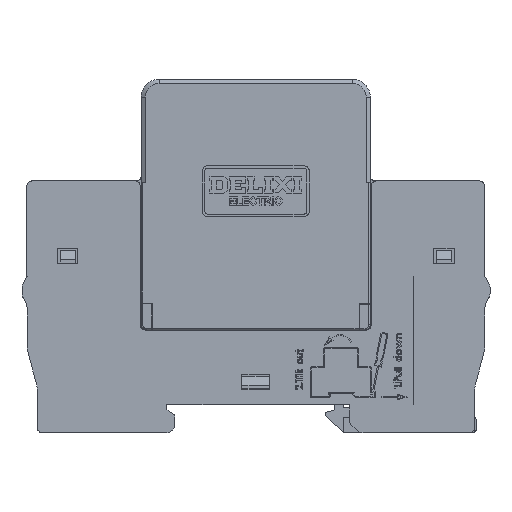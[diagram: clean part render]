
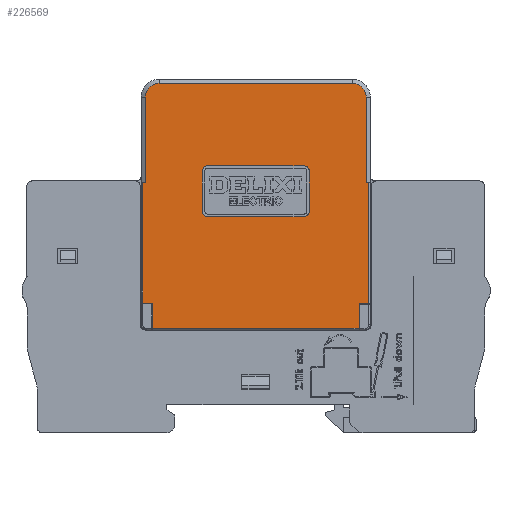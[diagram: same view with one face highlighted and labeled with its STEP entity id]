
A CAD part, front view. The second image highlights one B-rep face of the part: STEP entity #226569.
In plain terms, the highlighted planar face has unit normal (0, -1, 0).
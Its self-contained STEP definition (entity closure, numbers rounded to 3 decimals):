
#72674=DIRECTION('',(1.,0.,0.));
#72675=VECTOR('',#72674,40.6);
#72676=CARTESIAN_POINT('',(24.65,-71.,15.));
#72677=LINE('',#72676,#72675);
#72682=DIRECTION('',(0.,0.,-1.));
#72683=VECTOR('',#72682,5.);
#72684=CARTESIAN_POINT('',(24.65,-71.,20.));
#72685=LINE('',#72684,#72683);
#72695=DIRECTION('',(-1.,0.,0.));
#72696=VECTOR('',#72695,1.9);
#72697=CARTESIAN_POINT('',(24.65,-71.,20.));
#72698=LINE('',#72697,#72696);
#72699=DIRECTION('',(1.,0.,0.));
#72700=VECTOR('',#72699,0.5);
#72701=CARTESIAN_POINT('',(22.75,-71.,43.7));
#72702=LINE('',#72701,#72700);
#72703=CARTESIAN_POINT('',(25.95,-71.,60.5));
#72704=DIRECTION('',(0.,1.,0.));
#72705=DIRECTION('',(-1.,0.,0.));
#72706=AXIS2_PLACEMENT_3D('',#72703,#72704,#72705);
#72708=CARTESIAN_POINT('',(63.95,-71.,60.5));
#72709=DIRECTION('',(0.,1.,0.));
#72710=DIRECTION('',(0.,0.,1.));
#72711=AXIS2_PLACEMENT_3D('',#72708,#72709,#72710);
#72713=DIRECTION('',(0.,0.,-1.));
#72714=VECTOR('',#72713,4.9);
#72715=CARTESIAN_POINT('',(65.25,-71.,19.9));
#72716=LINE('',#72715,#72714);
#72717=DIRECTION('',(0.,0.,-1.));
#72718=VECTOR('',#72717,8.);
#72719=CARTESIAN_POINT('',(34.45,-71.,46.));
#72720=LINE('',#72719,#72718);
#72721=CARTESIAN_POINT('',(35.45,-71.,38.));
#72722=DIRECTION('',(0.,-1.,0.));
#72723=DIRECTION('',(-1.,0.,0.));
#72724=AXIS2_PLACEMENT_3D('',#72721,#72722,#72723);
#72726=DIRECTION('',(1.,0.,0.));
#72727=VECTOR('',#72726,19.);
#72728=CARTESIAN_POINT('',(35.45,-71.,37.));
#72729=LINE('',#72728,#72727);
#72730=CARTESIAN_POINT('',(54.45,-71.,38.));
#72731=DIRECTION('',(0.,-1.,0.));
#72732=DIRECTION('',(0.,0.,-1.));
#72733=AXIS2_PLACEMENT_3D('',#72730,#72731,#72732);
#72735=CARTESIAN_POINT('',(54.45,-71.,46.));
#72736=DIRECTION('',(0.,-1.,0.));
#72737=DIRECTION('',(1.,0.,0.));
#72738=AXIS2_PLACEMENT_3D('',#72735,#72736,#72737);
#72740=CARTESIAN_POINT('',(35.45,-71.,46.));
#72741=DIRECTION('',(0.,-1.,0.));
#72742=DIRECTION('',(0.,0.,1.));
#72743=AXIS2_PLACEMENT_3D('',#72740,#72741,#72742);
#72937=DIRECTION('',(1.,0.,0.));
#72938=VECTOR('',#72937,1.9);
#72939=CARTESIAN_POINT('',(65.25,-71.,19.9));
#72940=LINE('',#72939,#72938);
#72950=DIRECTION('',(0.,0.,1.));
#72951=VECTOR('',#72950,23.8);
#72952=CARTESIAN_POINT('',(67.15,-71.,19.9));
#72953=LINE('',#72952,#72951);
#72958=DIRECTION('',(-1.,0.,0.));
#72959=VECTOR('',#72958,0.5);
#72960=CARTESIAN_POINT('',(67.15,-71.,43.7));
#72961=LINE('',#72960,#72959);
#72971=DIRECTION('',(0.,0.,1.));
#72972=VECTOR('',#72971,16.8);
#72973=CARTESIAN_POINT('',(66.65,-71.,43.7));
#72974=LINE('',#72973,#72972);
#72992=DIRECTION('',(-1.,0.,0.));
#72993=VECTOR('',#72992,38.);
#72994=CARTESIAN_POINT('',(63.95,-71.,63.2));
#72995=LINE('',#72994,#72993);
#73017=DIRECTION('',(0.,0.,-1.));
#73018=VECTOR('',#73017,16.8);
#73019=CARTESIAN_POINT('',(23.25,-71.,60.5));
#73020=LINE('',#73019,#73018);
#73038=DIRECTION('',(0.,0.,-1.));
#73039=VECTOR('',#73038,23.7);
#73040=CARTESIAN_POINT('',(22.75,-71.,43.7));
#73041=LINE('',#73040,#73039);
#89494=DIRECTION('',(1.,0.,0.));
#89495=VECTOR('',#89494,19.);
#89496=CARTESIAN_POINT('',(35.45,-71.,47.));
#89497=LINE('',#89496,#89495);
#89506=DIRECTION('',(0.,0.,-1.));
#89507=VECTOR('',#89506,8.);
#89508=CARTESIAN_POINT('',(55.45,-71.,46.));
#89509=LINE('',#89508,#89507);
#99540=CARTESIAN_POINT('',(24.65,-71.,15.));
#99541=VERTEX_POINT('',#99540);
#99542=CARTESIAN_POINT('',(65.25,-71.,15.));
#99543=VERTEX_POINT('',#99542);
#99556=CARTESIAN_POINT('',(24.65,-71.,20.));
#99557=VERTEX_POINT('',#99556);
#99558=CARTESIAN_POINT('',(22.75,-71.,20.));
#99559=VERTEX_POINT('',#99558);
#99560=CARTESIAN_POINT('',(22.75,-71.,43.7));
#99561=VERTEX_POINT('',#99560);
#99562=CARTESIAN_POINT('',(23.25,-71.,43.7));
#99563=VERTEX_POINT('',#99562);
#99564=CARTESIAN_POINT('',(23.25,-71.,60.5));
#99565=VERTEX_POINT('',#99564);
#99566=CARTESIAN_POINT('',(25.95,-71.,63.2));
#99567=VERTEX_POINT('',#99566);
#99568=CARTESIAN_POINT('',(63.95,-71.,63.2));
#99569=VERTEX_POINT('',#99568);
#99570=CARTESIAN_POINT('',(66.65,-71.,60.5));
#99571=VERTEX_POINT('',#99570);
#99572=CARTESIAN_POINT('',(66.65,-71.,43.7));
#99573=VERTEX_POINT('',#99572);
#99574=CARTESIAN_POINT('',(67.15,-71.,43.7));
#99575=VERTEX_POINT('',#99574);
#99576=CARTESIAN_POINT('',(67.15,-71.,19.9));
#99577=VERTEX_POINT('',#99576);
#99578=CARTESIAN_POINT('',(65.25,-71.,19.9));
#99579=VERTEX_POINT('',#99578);
#99580=CARTESIAN_POINT('',(34.45,-71.,46.));
#99581=CARTESIAN_POINT('',(34.45,-71.,38.));
#99582=VERTEX_POINT('',#99580);
#99583=VERTEX_POINT('',#99581);
#99584=CARTESIAN_POINT('',(35.45,-71.,37.));
#99585=VERTEX_POINT('',#99584);
#99586=CARTESIAN_POINT('',(54.45,-71.,37.));
#99587=VERTEX_POINT('',#99586);
#99588=CARTESIAN_POINT('',(55.45,-71.,38.));
#99589=VERTEX_POINT('',#99588);
#99590=CARTESIAN_POINT('',(55.45,-71.,46.));
#99591=VERTEX_POINT('',#99590);
#99592=CARTESIAN_POINT('',(54.45,-71.,47.));
#99593=VERTEX_POINT('',#99592);
#99594=CARTESIAN_POINT('',(35.45,-71.,47.));
#99595=VERTEX_POINT('',#99594);
#226518=CARTESIAN_POINT('',(22.45,-71.,14.7));
#226519=DIRECTION('',(0.,-1.,0.));
#226520=DIRECTION('',(0.,0.,-1.));
#226521=AXIS2_PLACEMENT_3D('',#226518,#226519,#226520);
#226522=PLANE('',#226521);
#226523=ORIENTED_EDGE('',*,*,#226507,.F.);
#226525=ORIENTED_EDGE('',*,*,#226524,.T.);
#226527=ORIENTED_EDGE('',*,*,#226526,.F.);
#226529=ORIENTED_EDGE('',*,*,#226528,.T.);
#226531=ORIENTED_EDGE('',*,*,#226530,.F.);
#226533=ORIENTED_EDGE('',*,*,#226532,.T.);
#226535=ORIENTED_EDGE('',*,*,#226534,.F.);
#226537=ORIENTED_EDGE('',*,*,#226536,.T.);
#226539=ORIENTED_EDGE('',*,*,#226538,.F.);
#226541=ORIENTED_EDGE('',*,*,#226540,.F.);
#226543=ORIENTED_EDGE('',*,*,#226542,.F.);
#226545=ORIENTED_EDGE('',*,*,#226544,.F.);
#226547=ORIENTED_EDGE('',*,*,#226546,.T.);
#226548=ORIENTED_EDGE('',*,*,#226494,.F.);
#226549=EDGE_LOOP('',(#226523,#226525,#226527,#226529,#226531,#226533,#226535,
#226537,#226539,#226541,#226543,#226545,#226547,#226548));
#226550=FACE_OUTER_BOUND('',#226549,.F.);
#226552=ORIENTED_EDGE('',*,*,#226551,.T.);
#226554=ORIENTED_EDGE('',*,*,#226553,.T.);
#226556=ORIENTED_EDGE('',*,*,#226555,.T.);
#226558=ORIENTED_EDGE('',*,*,#226557,.T.);
#226560=ORIENTED_EDGE('',*,*,#226559,.F.);
#226562=ORIENTED_EDGE('',*,*,#226561,.T.);
#226564=ORIENTED_EDGE('',*,*,#226563,.F.);
#226566=ORIENTED_EDGE('',*,*,#226565,.T.);
#226567=EDGE_LOOP('',(#226552,#226554,#226556,#226558,#226560,#226562,#226564,
#226566));
#226568=FACE_BOUND('',#226567,.F.);
#226569=ADVANCED_FACE('',(#226550,#226568),#226522,.T.);
#72707=CIRCLE('',#72706,2.7);
#72712=CIRCLE('',#72711,2.7);
#72725=CIRCLE('',#72724,1.);
#72734=CIRCLE('',#72733,1.);
#72739=CIRCLE('',#72738,1.);
#72744=CIRCLE('',#72743,1.);
#226494=EDGE_CURVE('',#99541,#99543,#72677,.T.);
#226507=EDGE_CURVE('',#99557,#99541,#72685,.T.);
#226524=EDGE_CURVE('',#99557,#99559,#72698,.T.);
#226526=EDGE_CURVE('',#99561,#99559,#73041,.T.);
#226528=EDGE_CURVE('',#99561,#99563,#72702,.T.);
#226530=EDGE_CURVE('',#99565,#99563,#73020,.T.);
#226532=EDGE_CURVE('',#99565,#99567,#72707,.T.);
#226534=EDGE_CURVE('',#99569,#99567,#72995,.T.);
#226536=EDGE_CURVE('',#99569,#99571,#72712,.T.);
#226538=EDGE_CURVE('',#99573,#99571,#72974,.T.);
#226540=EDGE_CURVE('',#99575,#99573,#72961,.T.);
#226542=EDGE_CURVE('',#99577,#99575,#72953,.T.);
#226544=EDGE_CURVE('',#99579,#99577,#72940,.T.);
#226546=EDGE_CURVE('',#99579,#99543,#72716,.T.);
#226551=EDGE_CURVE('',#99582,#99583,#72720,.T.);
#226553=EDGE_CURVE('',#99583,#99585,#72725,.T.);
#226555=EDGE_CURVE('',#99585,#99587,#72729,.T.);
#226557=EDGE_CURVE('',#99587,#99589,#72734,.T.);
#226559=EDGE_CURVE('',#99591,#99589,#89509,.T.);
#226561=EDGE_CURVE('',#99591,#99593,#72739,.T.);
#226563=EDGE_CURVE('',#99595,#99593,#89497,.T.);
#226565=EDGE_CURVE('',#99595,#99582,#72744,.T.);
